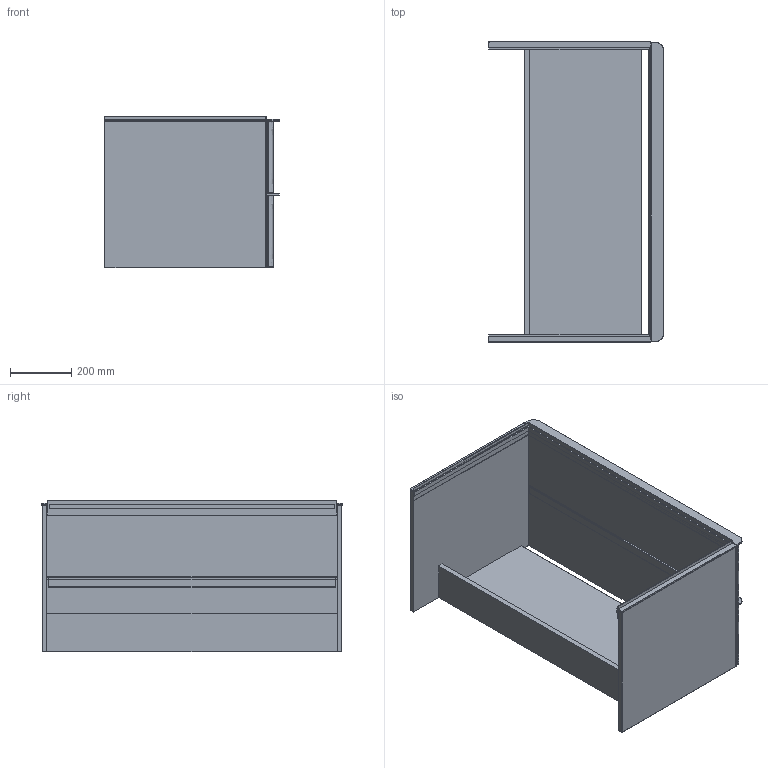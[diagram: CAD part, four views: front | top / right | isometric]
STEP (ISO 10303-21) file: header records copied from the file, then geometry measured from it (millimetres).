
FILE_DESCRIPTION(('CATIA V6 STEP','CAx-IF Rec.Pracs.--- Model Styling and Organization---1.5--- 2016-08-15','CAx-IF Rec.Pracs.---Supplemental Geometry---1.0---2011-11-01','CAx-IF Rec.Pracs.--- Composite Materials ---3.4---2017-06-13','CAx-IF Rec.Pracs.---Tessellated 3D Geometry---1.0---2015-12-17'),'2;1');
FILE_NAME('prd-HG-00301938.stp','2022-11-08T10:56:00+00:00',('none'),('none'),'3DEXPERIENCE Platform3DEXPERIENCE R2021x HotFix 8','3DEXPERIENCE Platform STEP AP242 v2','none');
FILE_SCHEMA(('AP242_MANAGED_MODEL_BASED_3D_ENGINEERING_MIM_LF {1 0 10303 442 1 1 4}'));
Length unit declared in the file: millimetre
Products named in the file (2): P-2_HG_Xelu_Q_WTU_we_hgl980_2SK_Kon.AWT; P-2_ZUS_WXTT098
Assembly tree (1 placements, depth 2):
  P-2_HG_Xelu_Q_WTU_we_hgl980_2SK_Kon.AWT
    P-2_ZUS_WXTT098
Bounding box: 571 x 981 x 496 mm (x, y, z)
Volume: 25158162.5 mm3; surface area: 3699346.1 mm2
Topology: 13 solids, 13 shells, 254 faces, 582 edges, 334 vertices
Faces by surface type: plane 106, cylinder 92, sphere 20, torus 20, bspline 16
Entity records: 7618 total; most frequent: CARTESIAN_POINT 2341, ORIENTED_EDGE 1124, DIRECTION 942, EDGE_CURVE 562, AXIS2_PLACEMENT_3D 381, VERTEX_POINT 334, VECTOR 332, LINE 332
